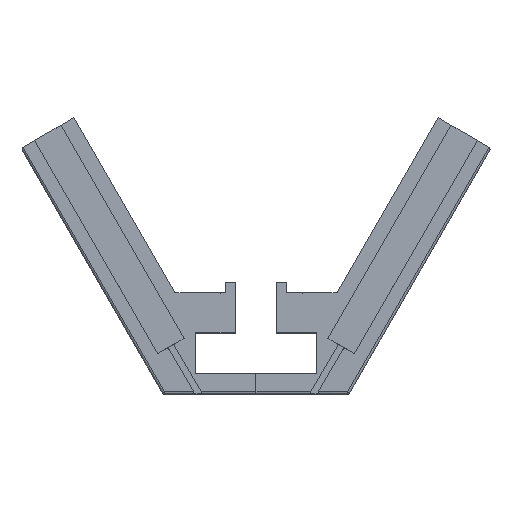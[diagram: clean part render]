
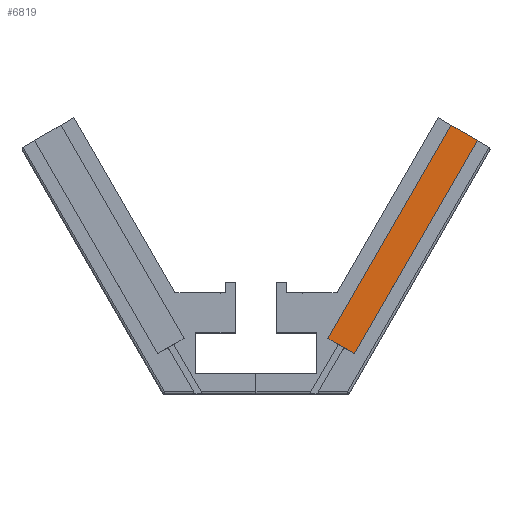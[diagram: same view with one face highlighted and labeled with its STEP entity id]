
A CAD part, top view. The second image highlights one B-rep face of the part: STEP entity #6819.
In plain terms, the highlighted planar face has unit normal (0, 0, 1).
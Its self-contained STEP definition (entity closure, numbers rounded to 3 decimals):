
#511 = PLANE('',#512);
#512 = AXIS2_PLACEMENT_3D('',#513,#514,#515);
#513 = CARTESIAN_POINT('',(90.1,136.603,0.));
#514 = DIRECTION('',(0.5,0.866,0.));
#515 = DIRECTION('',(0.866,-0.5,0.));
#539 = PLANE('',#540);
#540 = AXIS2_PLACEMENT_3D('',#541,#542,#543);
#541 = CARTESIAN_POINT('',(96.37,132.983,64.8));
#542 = DIRECTION('',(-0.866,0.5,0.));
#543 = DIRECTION('',(0.,0.,1.));
#567 = PLANE('',#568);
#568 = AXIS2_PLACEMENT_3D('',#569,#570,#571);
#569 = CARTESIAN_POINT('',(42.077,23.744,72.4));
#570 = DIRECTION('',(0.5,0.866,0.));
#571 = DIRECTION('',(0.866,-0.5,0.));
#2030 = VERTEX_POINT('',#2031);
#2031 = CARTESIAN_POINT('',(48.658,19.944,64.8));
#2045 = PLANE('',#2046);
#2046 = AXIS2_PLACEMENT_3D('',#2047,#2048,#2049);
#2047 = CARTESIAN_POINT('',(109.533,125.383,80.));
#2048 = DIRECTION('',(0.866,-0.5,0.));
#2049 = DIRECTION('',(0.,0.,-1.));
#2057 = EDGE_CURVE('',#2030,#2058,#2060,.T.);
#2058 = VERTEX_POINT('',#2059);
#2059 = CARTESIAN_POINT('',(35.495,27.544,64.8));
#2060 = SURFACE_CURVE('',#2061,(#2065,#2072),.PCURVE_S1.);
#2061 = LINE('',#2062,#2063);
#2062 = CARTESIAN_POINT('',(48.658,19.944,64.8));
#2063 = VECTOR('',#2064,1.);
#2064 = DIRECTION('',(-0.866,0.5,0.));
#2065 = PCURVE('',#567,#2066);
#2066 = DEFINITIONAL_REPRESENTATION('',(#2067),#2071);
#2067 = LINE('',#2068,#2069);
#2068 = CARTESIAN_POINT('',(7.6,7.6));
#2069 = VECTOR('',#2070,1.);
#2070 = DIRECTION('',(-1.,0.));
#2071 = ( GEOMETRIC_REPRESENTATION_CONTEXT(2) 
PARAMETRIC_REPRESENTATION_CONTEXT() REPRESENTATION_CONTEXT('2D SPACE',''
  ) );
#2072 = PCURVE('',#2073,#2078);
#2073 = PLANE('',#2074);
#2074 = AXIS2_PLACEMENT_3D('',#2075,#2076,#2077);
#2075 = CARTESIAN_POINT('',(109.533,125.383,64.8));
#2076 = DIRECTION('',(0.,0.,-1.));
#2077 = DIRECTION('',(-0.866,0.5,0.));
#2078 = DEFINITIONAL_REPRESENTATION('',(#2079),#2083);
#2079 = LINE('',#2080,#2081);
#2080 = CARTESIAN_POINT('',(0.,-121.75));
#2081 = VECTOR('',#2082,1.);
#2082 = DIRECTION('',(1.,0.));
#2083 = ( GEOMETRIC_REPRESENTATION_CONTEXT(2) 
PARAMETRIC_REPRESENTATION_CONTEXT() REPRESENTATION_CONTEXT('2D SPACE',''
  ) );
#2329 = EDGE_CURVE('',#2330,#2058,#2332,.T.);
#2330 = VERTEX_POINT('',#2331);
#2331 = CARTESIAN_POINT('',(96.37,132.983,64.8));
#2332 = SURFACE_CURVE('',#2333,(#2337,#2344),.PCURVE_S1.);
#2333 = LINE('',#2334,#2335);
#2334 = CARTESIAN_POINT('',(96.37,132.983,64.8));
#2335 = VECTOR('',#2336,1.);
#2336 = DIRECTION('',(-0.5,-0.866,0.));
#2337 = PCURVE('',#539,#2338);
#2338 = DEFINITIONAL_REPRESENTATION('',(#2339),#2343);
#2339 = LINE('',#2340,#2341);
#2340 = CARTESIAN_POINT('',(0.,0.));
#2341 = VECTOR('',#2342,1.);
#2342 = DIRECTION('',(0.,-1.));
#2343 = ( GEOMETRIC_REPRESENTATION_CONTEXT(2) 
PARAMETRIC_REPRESENTATION_CONTEXT() REPRESENTATION_CONTEXT('2D SPACE',''
  ) );
#2344 = PCURVE('',#2073,#2345);
#2345 = DEFINITIONAL_REPRESENTATION('',(#2346),#2350);
#2346 = LINE('',#2347,#2348);
#2347 = CARTESIAN_POINT('',(15.2,0.));
#2348 = VECTOR('',#2349,1.);
#2349 = DIRECTION('',(0.,-1.));
#2350 = ( GEOMETRIC_REPRESENTATION_CONTEXT(2) 
PARAMETRIC_REPRESENTATION_CONTEXT() REPRESENTATION_CONTEXT('2D SPACE',''
  ) );
#2538 = EDGE_CURVE('',#2539,#2330,#2541,.T.);
#2539 = VERTEX_POINT('',#2540);
#2540 = CARTESIAN_POINT('',(109.533,125.383,64.8));
#2541 = SURFACE_CURVE('',#2542,(#2546,#2553),.PCURVE_S1.);
#2542 = LINE('',#2543,#2544);
#2543 = CARTESIAN_POINT('',(109.533,125.383,64.8));
#2544 = VECTOR('',#2545,1.);
#2545 = DIRECTION('',(-0.866,0.5,0.));
#2546 = PCURVE('',#511,#2547);
#2547 = DEFINITIONAL_REPRESENTATION('',(#2548),#2552);
#2548 = LINE('',#2549,#2550);
#2549 = CARTESIAN_POINT('',(22.44,-64.8));
#2550 = VECTOR('',#2551,1.);
#2551 = DIRECTION('',(-1.,0.));
#2552 = ( GEOMETRIC_REPRESENTATION_CONTEXT(2) 
PARAMETRIC_REPRESENTATION_CONTEXT() REPRESENTATION_CONTEXT('2D SPACE',''
  ) );
#2553 = PCURVE('',#2073,#2554);
#2554 = DEFINITIONAL_REPRESENTATION('',(#2555),#2559);
#2555 = LINE('',#2556,#2557);
#2556 = CARTESIAN_POINT('',(0.,0.));
#2557 = VECTOR('',#2558,1.);
#2558 = DIRECTION('',(1.,0.));
#2559 = ( GEOMETRIC_REPRESENTATION_CONTEXT(2) 
PARAMETRIC_REPRESENTATION_CONTEXT() REPRESENTATION_CONTEXT('2D SPACE',''
  ) );
#6728 = EDGE_CURVE('',#2539,#2030,#6729,.T.);
#6729 = SURFACE_CURVE('',#6730,(#6734,#6741),.PCURVE_S1.);
#6730 = LINE('',#6731,#6732);
#6731 = CARTESIAN_POINT('',(109.533,125.383,64.8));
#6732 = VECTOR('',#6733,1.);
#6733 = DIRECTION('',(-0.5,-0.866,0.));
#6734 = PCURVE('',#2045,#6735);
#6735 = DEFINITIONAL_REPRESENTATION('',(#6736),#6740);
#6736 = LINE('',#6737,#6738);
#6737 = CARTESIAN_POINT('',(15.2,0.));
#6738 = VECTOR('',#6739,1.);
#6739 = DIRECTION('',(0.,-1.));
#6740 = ( GEOMETRIC_REPRESENTATION_CONTEXT(2) 
PARAMETRIC_REPRESENTATION_CONTEXT() REPRESENTATION_CONTEXT('2D SPACE',''
  ) );
#6741 = PCURVE('',#2073,#6742);
#6742 = DEFINITIONAL_REPRESENTATION('',(#6743),#6747);
#6743 = LINE('',#6744,#6745);
#6744 = CARTESIAN_POINT('',(0.,0.));
#6745 = VECTOR('',#6746,1.);
#6746 = DIRECTION('',(0.,-1.));
#6747 = ( GEOMETRIC_REPRESENTATION_CONTEXT(2) 
PARAMETRIC_REPRESENTATION_CONTEXT() REPRESENTATION_CONTEXT('2D SPACE',''
  ) );
#6819 = ADVANCED_FACE('',(#6820),#2073,.F.);
#6820 = FACE_BOUND('',#6821,.F.);
#6821 = EDGE_LOOP('',(#6822,#6823,#6824,#6825));
#6822 = ORIENTED_EDGE('',*,*,#6728,.T.);
#6823 = ORIENTED_EDGE('',*,*,#2057,.T.);
#6824 = ORIENTED_EDGE('',*,*,#2329,.F.);
#6825 = ORIENTED_EDGE('',*,*,#2538,.F.);
